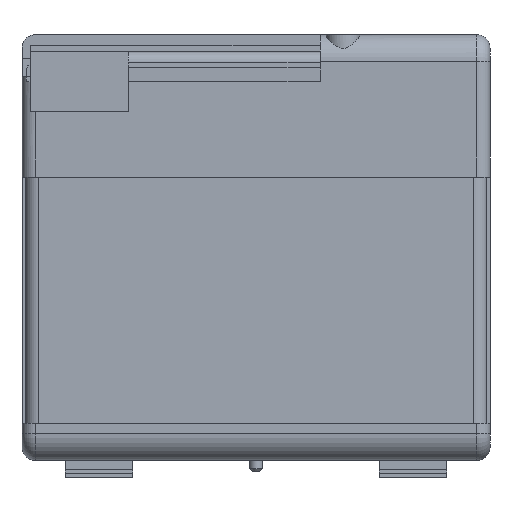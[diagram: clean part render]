
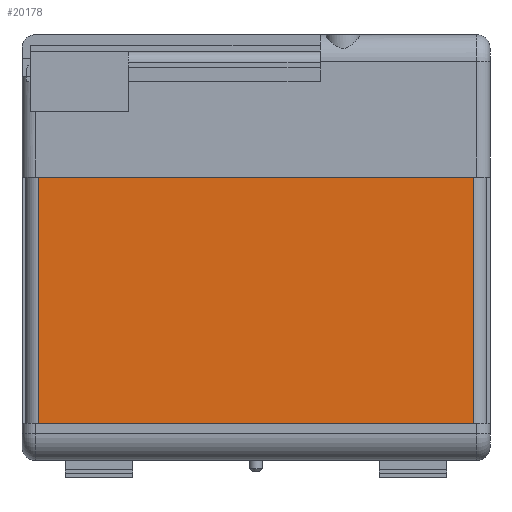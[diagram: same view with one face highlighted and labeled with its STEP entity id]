
A CAD part, front view. The second image highlights one B-rep face of the part: STEP entity #20178.
In plain terms, the highlighted planar face has unit normal (0, -1, 0).
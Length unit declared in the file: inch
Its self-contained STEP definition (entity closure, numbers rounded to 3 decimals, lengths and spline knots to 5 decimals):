
#1686 = DIRECTION ( 'NONE',  ( 0., 0., -1. ) ) ;
#3639 = CARTESIAN_POINT ( 'NONE',  ( 2.02, -2.9225, 0.655 ) ) ;
#4041 = EDGE_CURVE ( 'NONE', #19560, #35141, #21986, .T. ) ;
#4714 = VERTEX_POINT ( 'NONE', #3639 ) ;
#6933 = ORIENTED_EDGE ( 'NONE', *, *, #10771, .F. ) ;
#7305 = EDGE_LOOP ( 'NONE', ( #35172, #6933, #15355, #29105 ) ) ;
#7754 = EDGE_CURVE ( 'NONE', #4714, #7786, #23902, .T. ) ;
#7786 = VERTEX_POINT ( 'NONE', #29391 ) ;
#8014 = VECTOR ( 'NONE', #15332, 39.37008 ) ;
#8232 = DIRECTION ( 'NONE',  ( 0., 0., -1. ) ) ;
#10274 = CARTESIAN_POINT ( 'NONE',  ( 2.02, -2.9225, 0.655 ) ) ;
#10771 = EDGE_CURVE ( 'NONE', #4714, #19560, #28288, .T. ) ;
#11701 = CARTESIAN_POINT ( 'NONE',  ( 2.02, -2.9225, 0.655 ) ) ;
#14576 = DIRECTION ( 'NONE',  ( 1., 0., 0. ) ) ;
#15332 = DIRECTION ( 'NONE',  ( -1., 0., 0. ) ) ;
#15355 = ORIENTED_EDGE ( 'NONE', *, *, #7754, .T. ) ;
#17260 = PLANE ( 'NONE',  #19666 ) ;
#19560 = VERTEX_POINT ( 'NONE', #22880 ) ;
#19666 = AXIS2_PLACEMENT_3D ( 'NONE', #11701, #31460, #14576 ) ;
#20036 = VECTOR ( 'NONE', #8232, 39.37008 ) ;
#20178 = ADVANCED_FACE ( 'NONE', ( #24844 ), #17260, .T. ) ;
#20888 = LINE ( 'NONE', #22305, #20036 ) ;
#21986 = LINE ( 'NONE', #27524, #36100 ) ;
#22305 = CARTESIAN_POINT ( 'NONE',  ( -2.02, -2.9225, 0.655 ) ) ;
#22880 = CARTESIAN_POINT ( 'NONE',  ( 2.02, -2.9225, -1.63 ) ) ;
#23737 = CARTESIAN_POINT ( 'NONE',  ( 2.02, -2.9225, 0.655 ) ) ;
#23902 = LINE ( 'NONE', #23737, #8014 ) ;
#24844 = FACE_OUTER_BOUND ( 'NONE', #7305, .T. ) ;
#25608 = CARTESIAN_POINT ( 'NONE',  ( -2.02, -2.9225, -1.63 ) ) ;
#27524 = CARTESIAN_POINT ( 'NONE',  ( 2.02, -2.9225, -1.63 ) ) ;
#28288 = LINE ( 'NONE', #10274, #35774 ) ;
#29105 = ORIENTED_EDGE ( 'NONE', *, *, #32344, .T. ) ;
#29391 = CARTESIAN_POINT ( 'NONE',  ( -2.02, -2.9225, 0.655 ) ) ;
#31460 = DIRECTION ( 'NONE',  ( 0., -1., 0. ) ) ;
#32344 = EDGE_CURVE ( 'NONE', #7786, #35141, #20888, .T. ) ;
#35141 = VERTEX_POINT ( 'NONE', #25608 ) ;
#35172 = ORIENTED_EDGE ( 'NONE', *, *, #4041, .F. ) ;
#35774 = VECTOR ( 'NONE', #1686, 39.37008 ) ;
#36017 = DIRECTION ( 'NONE',  ( -1., 0., 0. ) ) ;
#36100 = VECTOR ( 'NONE', #36017, 39.37008 ) ;
